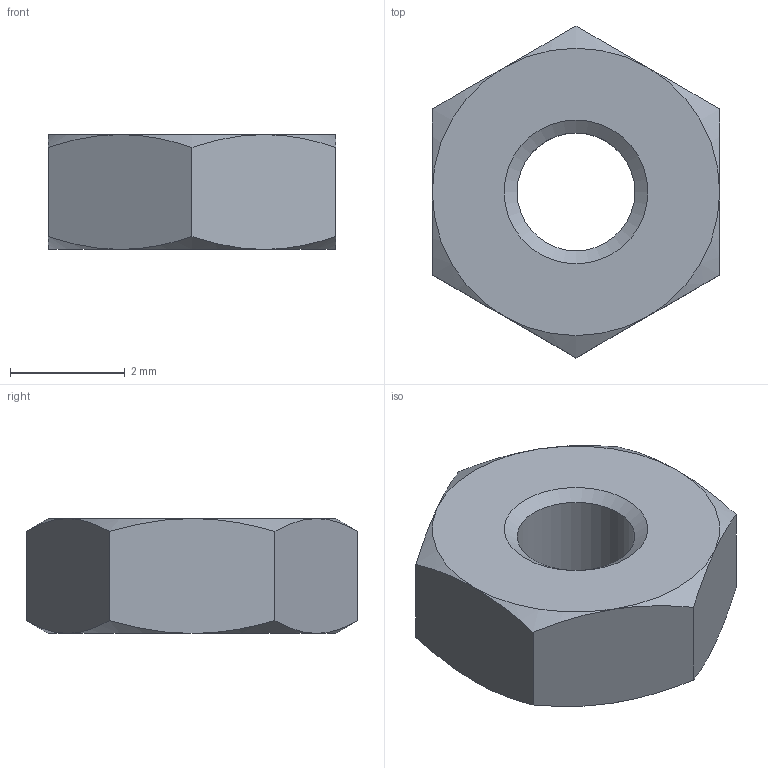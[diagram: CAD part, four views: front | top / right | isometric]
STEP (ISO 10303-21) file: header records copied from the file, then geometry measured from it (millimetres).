
FILE_DESCRIPTION( ( '' ), ' ' );
FILE_NAME( '5a786644110e670fe0cf4c4e.step', '2018-02-05T14:12:21', ( '' ), ( '' ), ' ', ' ', ' ' );
FILE_SCHEMA( ( 'AUTOMOTIVE_DESIGN { 1 0 10303 214 1 1 1 1 }' ) );
Length unit declared in the file: metre
Products named in the file (1): hex nut style 1_am
Bounding box: 5 x 5.77 x 2 mm (x, y, z)
Volume: 36.1 mm3; surface area: 80.9 mm2
Topology: 1 solids, 1 shells, 24 faces, 53 edges, 31 vertices
Faces by surface type: cone 14, plane 8, cylinder 2
Full cylindrical faces by diameter (mm): 2.05 x1, 2.5 x1
Entity records: 880 total; most frequent: CARTESIAN_POINT 205, ORIENTED_EDGE 94, DIRECTION 90, EDGE_CURVE 47, AXIS2_PLACEMENT_3D 42, EDGE_LOOP 30, VERTEX_POINT 29, FACE_OUTER_BOUND 26
